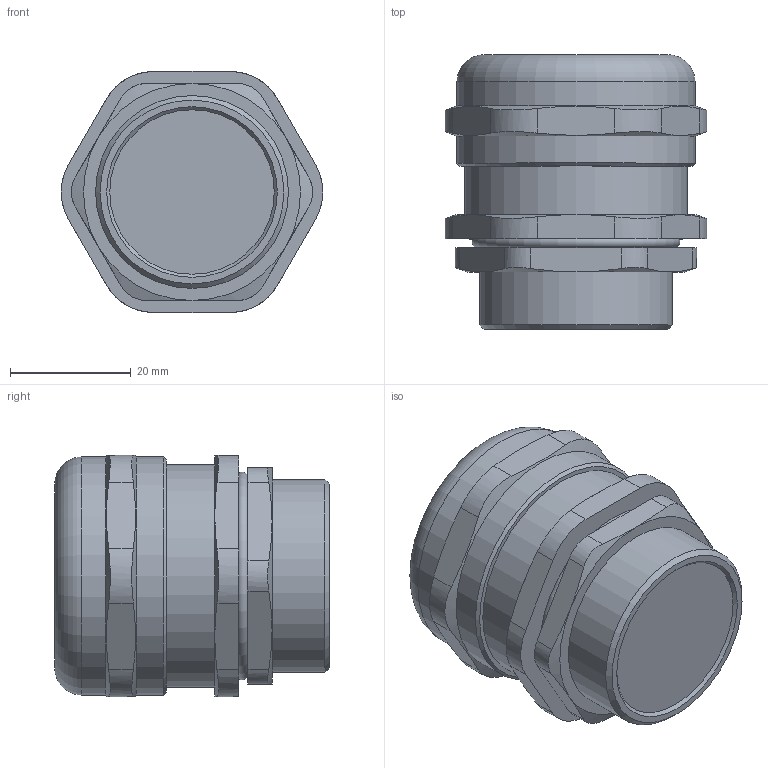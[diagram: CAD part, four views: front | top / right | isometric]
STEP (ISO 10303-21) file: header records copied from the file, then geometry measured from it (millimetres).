
FILE_DESCRIPTION(/* description */ (''),/* implementation_level */ '2;1');
FILE_NAME(/* name */ '',/* time_stamp */ '2023-10-11T16:11:13+07:00',/* author */ ('zeta-09'),/* organization */ (''),/* preprocessor_version */ 'ST-DEVELOPER v19.2',/* originating_system */ 'Autodesk Inventor 2024',/* authorisation */ '');
FILE_SCHEMA (('AUTOMOTIVE_DESIGN { 1 0 10303 214 3 1 1 }'));
Length unit declared in the file: millimetre
Products named in the file (1): Деталь2
Bounding box: 43.4 x 45.56 x 40 mm (x, y, z)
Volume: 49873.2 mm3; surface area: 9129.5 mm2
Topology: 1 solids, 1 shells, 72 faces, 172 edges, 109 vertices
Faces by surface type: plane 28, cylinder 23, cone 17, torus 4
Full cylindrical faces by diameter (mm): 30.5 x1, 32 x1, 37 x1, 39.5 x2
Entity records: 2335 total; most frequent: CARTESIAN_POINT 644, ORIENTED_EDGE 344, DIRECTION 308, EDGE_CURVE 172, AXIS2_PLACEMENT_3D 125, VERTEX_POINT 109, EDGE_LOOP 80, FACE_OUTER_BOUND 72
